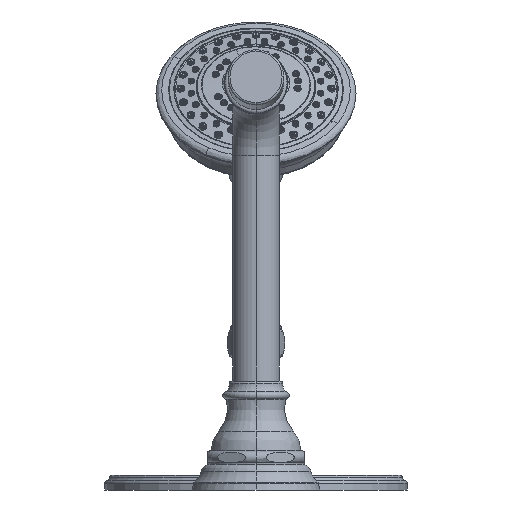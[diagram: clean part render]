
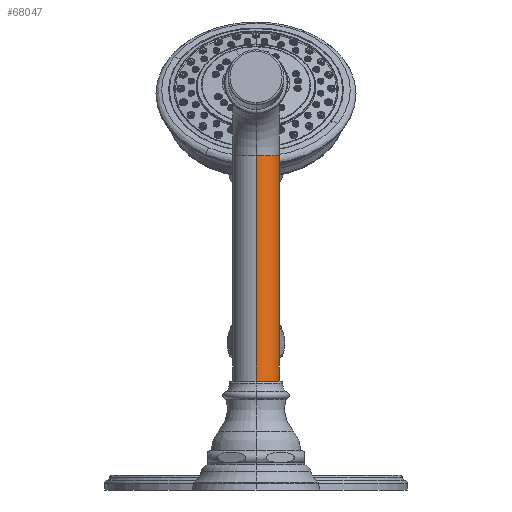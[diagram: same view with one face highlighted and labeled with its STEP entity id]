
A CAD part, front view. The second image highlights one B-rep face of the part: STEP entity #68047.
In plain terms, the highlighted cylindrical face has radius 12.7 mm (diameter 25.4 mm), a partial arc.
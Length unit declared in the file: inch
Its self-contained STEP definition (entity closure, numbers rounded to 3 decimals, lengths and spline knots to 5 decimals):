
#65879=CARTESIAN_POINT('',(0.,-8.,7.18));
#65880=DIRECTION('',(0.,0.,1.));
#65881=DIRECTION('',(0.,-1.,0.));
#65882=AXIS2_PLACEMENT_3D('',#65879,#65880,#65881);
#65889=DIRECTION('',(0.,0.,1.));
#65890=VECTOR('',#65889,4.84);
#65891=CARTESIAN_POINT('',(0.,-8.5,2.34));
#65892=LINE('',#65891,#65890);
#65898=CARTESIAN_POINT('',(0.,-8.,2.34));
#65899=DIRECTION('',(0.,0.,1.));
#65900=DIRECTION('',(0.,-1.,0.));
#65901=AXIS2_PLACEMENT_3D('',#65898,#65899,#65900);
#66641=DIRECTION('',(0.,0.,1.));
#66642=VECTOR('',#66641,4.84);
#66643=CARTESIAN_POINT('',(0.,-7.5,2.34));
#66644=LINE('',#66643,#66642);
#67057=CARTESIAN_POINT('',(0.,-7.5,7.18));
#67058=CARTESIAN_POINT('',(0.,-8.5,7.18));
#67059=VERTEX_POINT('',#67057);
#67060=VERTEX_POINT('',#67058);
#67065=CARTESIAN_POINT('',(0.,-7.5,2.34));
#67066=CARTESIAN_POINT('',(0.,-8.5,2.34));
#67067=VERTEX_POINT('',#67065);
#67068=VERTEX_POINT('',#67066);
#68033=CARTESIAN_POINT('',(0.,-8.,1.84));
#68034=DIRECTION('',(0.,0.,1.));
#68035=DIRECTION('',(0.,1.,0.));
#68036=AXIS2_PLACEMENT_3D('',#68033,#68034,#68035);
#68037=CYLINDRICAL_SURFACE('',#68036,0.5);
#68039=ORIENTED_EDGE('',*,*,#68038,.F.);
#68041=ORIENTED_EDGE('',*,*,#68040,.T.);
#68042=ORIENTED_EDGE('',*,*,#68023,.T.);
#68044=ORIENTED_EDGE('',*,*,#68043,.F.);
#68045=EDGE_LOOP('',(#68039,#68041,#68042,#68044));
#68046=FACE_OUTER_BOUND('',#68045,.F.);
#68047=ADVANCED_FACE('',(#68046),#68037,.T.);
#65883=CIRCLE('',#65882,0.5);
#65902=CIRCLE('',#65901,0.5);
#68023=EDGE_CURVE('',#67060,#67059,#65883,.T.);
#68038=EDGE_CURVE('',#67068,#67067,#65902,.T.);
#68040=EDGE_CURVE('',#67068,#67060,#65892,.T.);
#68043=EDGE_CURVE('',#67067,#67059,#66644,.T.);
